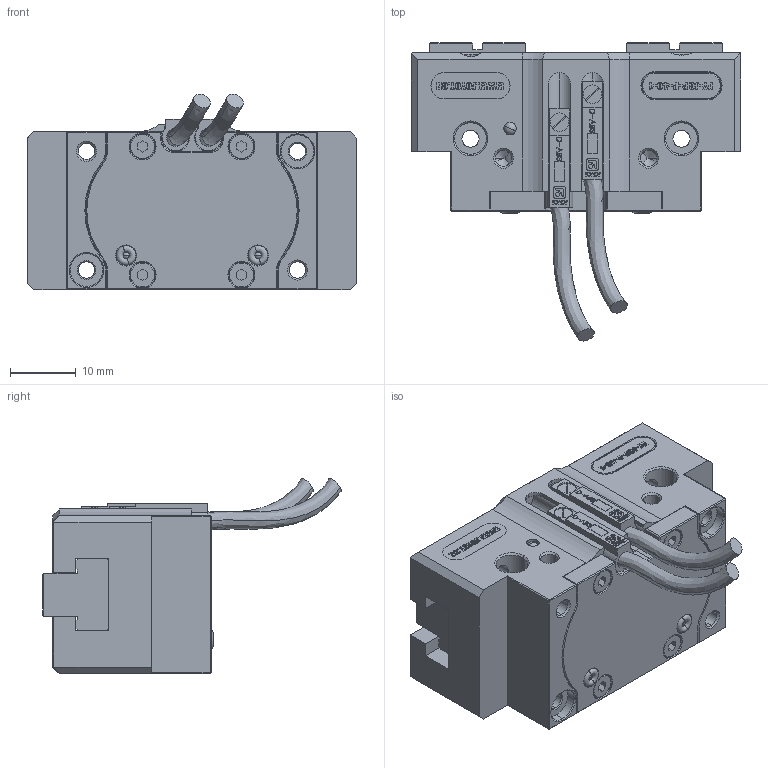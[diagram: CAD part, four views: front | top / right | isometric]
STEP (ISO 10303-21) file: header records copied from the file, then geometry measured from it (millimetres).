
FILE_DESCRIPTION (( 'STEP AP203' ), '1' );
FILE_NAME ('FY-JGP-P-40-1.STEP', '2023-08-09T07:56:56', ( 'User' ), ( 'Microsoft' ), 'SwSTEP 2.0', 'SolidWorks 2015', '' );
FILE_SCHEMA (( 'CONFIG_CONTROL_DESIGN' ));
Length unit declared in the file: millimetre
Products named in the file (15): FY-JGP-P-40-1厙硊; 棠俶羲壽4.0X15; FY-JGP-P-40-1倰瘍齪; FY-JGP-P-40-1綴裔; 1.1; 棠沺; 1X3O型圈; FY-JGP-P-40-1前盖; 后盖密封圈; FY-JGP-P-40-1賑輸; FY-JGP-P-40-1; cross recessed countersunk head screws gb1_GB_CROSS_SCREWS_TYPE4 M2X5-3.8  H type-N; 祥凄詩鬥芛蹟隊M2X5; 2.0; FY-JGP-P-40-1褲极
Assembly tree (24 placements, depth 2):
  FY-JGP-P-40-1
    FY-JGP-P-40-1褲极
    棠俶羲壽4.0X15  x2
    FY-JGP-P-40-1綴裔
    棠沺
    FY-JGP-P-40-1前盖
    FY-JGP-P-40-1賑輸  x2
    cross recessed countersunk head screws gb1_GB_CROSS_SCREWS_TYPE4 M2X5-3.8  H type-N  x4
    祥凄詩鬥芛蹟隊M2X5  x4
    2.0
    FY-JGP-P-40-1厙硊
    FY-JGP-P-40-1倰瘍齪
    1.1  x2
    1X3O型圈  x2
    后盖密封圈
Bounding box: 50 x 45.23 x 29.66 mm (x, y, z)
Volume: 24481.6 mm3; surface area: 15706.8 mm2
Topology: 24 solids, 24 shells, 1655 faces, 4216 edges, 2678 vertices
Faces by surface type: plane 844, cylinder 312, bspline 239, cone 182, torus 72, sphere 6
Entity records: 52618 total; most frequent: CARTESIAN_POINT 20575, ORIENTED_EDGE 6488, DIRECTION 5756, EDGE_CURVE 3244, VECTOR 2094, LINE 2094, VERTEX_POINT 2077, AXIS2_PLACEMENT_3D 1831
